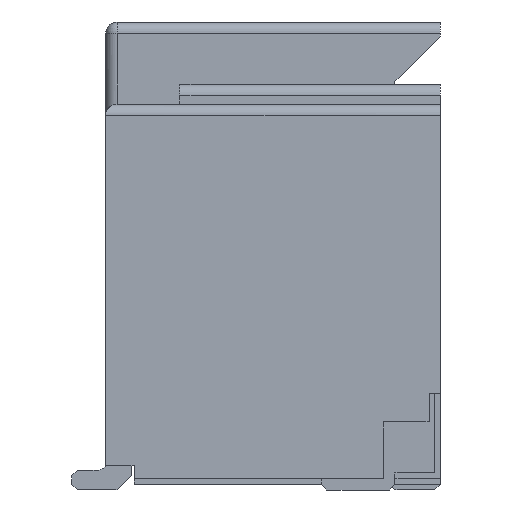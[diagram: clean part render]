
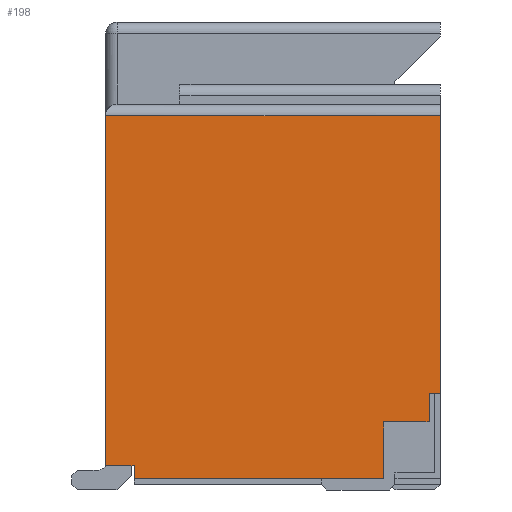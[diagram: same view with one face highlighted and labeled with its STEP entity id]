
A CAD part, left-side view. The second image highlights one B-rep face of the part: STEP entity #198.
In plain terms, the highlighted planar face has unit normal (-1, 0, 0).
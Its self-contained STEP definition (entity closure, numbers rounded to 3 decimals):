
#198=ADVANCED_FACE('',(#1321),#777,.F.);
#777=PLANE('',#11154);
#1321=FACE_OUTER_BOUND('',#1912,.T.);
#1912=EDGE_LOOP('',(#2767,#2768,#2769,#2770,#2771,#2772,#2773,#2774,#2775,
#2776));
#2767=ORIENTED_EDGE('',*,*,#6728,.F.);
#2768=ORIENTED_EDGE('',*,*,#6854,.T.);
#2769=ORIENTED_EDGE('',*,*,#6855,.T.);
#2770=ORIENTED_EDGE('',*,*,#6676,.F.);
#2771=ORIENTED_EDGE('',*,*,#6856,.F.);
#2772=ORIENTED_EDGE('',*,*,#6857,.T.);
#2773=ORIENTED_EDGE('',*,*,#6619,.T.);
#2774=ORIENTED_EDGE('',*,*,#6622,.T.);
#2775=ORIENTED_EDGE('',*,*,#6624,.T.);
#2776=ORIENTED_EDGE('',*,*,#6615,.T.);
#5596=VERTEX_POINT('',#14536);
#5601=VERTEX_POINT('',#14545);
#5603=VERTEX_POINT('',#14550);
#5605=VERTEX_POINT('',#14554);
#5607=VERTEX_POINT('',#14560);
#5657=VERTEX_POINT('',#14670);
#5658=VERTEX_POINT('',#14671);
#5708=VERTEX_POINT('',#14775);
#5822=VERTEX_POINT('',#15025);
#5823=VERTEX_POINT('',#15028);
#6615=EDGE_CURVE('',#5596,#5601,#8161,.T.);
#6619=EDGE_CURVE('',#5603,#5605,#8165,.T.);
#6622=EDGE_CURVE('',#5605,#5607,#8168,.T.);
#6624=EDGE_CURVE('',#5607,#5596,#8170,.T.);
#6676=EDGE_CURVE('',#5657,#5658,#8222,.T.);
#6728=EDGE_CURVE('',#5708,#5601,#8271,.T.);
#6854=EDGE_CURVE('',#5708,#5822,#8394,.T.);
#6855=EDGE_CURVE('',#5822,#5658,#8395,.T.);
#6856=EDGE_CURVE('',#5823,#5657,#8396,.T.);
#6857=EDGE_CURVE('',#5823,#5603,#8397,.T.);
#8161=LINE('',#14546,#9647);
#8165=LINE('',#14555,#9651);
#8168=LINE('',#14561,#9654);
#8170=LINE('',#14564,#9656);
#8222=LINE('',#14669,#9708);
#8271=LINE('',#14776,#9757);
#8394=LINE('',#15024,#9880);
#8395=LINE('',#15026,#9881);
#8396=LINE('',#15027,#9882);
#8397=LINE('',#15029,#9883);
#9647=VECTOR('',#11775,1.);
#9651=VECTOR('',#11781,1.);
#9654=VECTOR('',#11786,1.);
#9656=VECTOR('',#11790,1.);
#9708=VECTOR('',#11850,1.);
#9757=VECTOR('',#11911,1.);
#9880=VECTOR('',#12058,1.);
#9881=VECTOR('',#12059,1.);
#9882=VECTOR('',#12060,1.);
#9883=VECTOR('',#12061,1.);
#11154=AXIS2_PLACEMENT_3D('',#15030,#12062,#12063);
#11775=DIRECTION('',(0.,-1.,0.));
#11781=DIRECTION('',(0.,0.,1.));
#11786=DIRECTION('',(0.,-1.,0.));
#11790=DIRECTION('',(0.,0.,1.));
#11850=DIRECTION('',(0.,1.,0.));
#11911=DIRECTION('',(0.,0.,-1.));
#12058=DIRECTION('',(0.,1.,0.));
#12059=DIRECTION('',(0.,0.,-1.));
#12060=DIRECTION('',(0.,0.,1.));
#12061=DIRECTION('',(0.,-1.,0.));
#12062=DIRECTION('',(1.,0.,0.));
#12063=DIRECTION('',(0.,1.,0.));
#14536=CARTESIAN_POINT('',(-9.,1.09,0.225));
#14545=CARTESIAN_POINT('',(-9.,0.89,0.225));
#14546=CARTESIAN_POINT('',(-9.,1.09,0.225));
#14550=CARTESIAN_POINT('',(-9.,1.89,-1.275));
#14554=CARTESIAN_POINT('',(-9.,1.89,-0.275));
#14555=CARTESIAN_POINT('',(-9.,1.89,-1.275));
#14560=CARTESIAN_POINT('',(-9.,1.09,-0.275));
#14561=CARTESIAN_POINT('',(-9.,1.89,-0.275));
#14564=CARTESIAN_POINT('',(-9.,1.09,-0.275));
#14669=CARTESIAN_POINT('',(-9.,6.79,-1.045));
#14670=CARTESIAN_POINT('',(-9.,6.29,-1.045));
#14671=CARTESIAN_POINT('',(-9.,6.79,-1.045));
#14775=CARTESIAN_POINT('',(-9.,0.89,5.125));
#14776=CARTESIAN_POINT('',(-9.,0.89,5.325));
#15024=CARTESIAN_POINT('',(-9.,6.79,5.125));
#15025=CARTESIAN_POINT('',(-9.,6.79,5.125));
#15026=CARTESIAN_POINT('',(-9.,6.79,5.325));
#15027=CARTESIAN_POINT('',(-9.,6.29,-1.045));
#15028=CARTESIAN_POINT('',(-9.,6.29,-1.275));
#15029=CARTESIAN_POINT('',(-9.,59.3,-1.275));
#15030=CARTESIAN_POINT('',(-9.,6.79,5.325));
